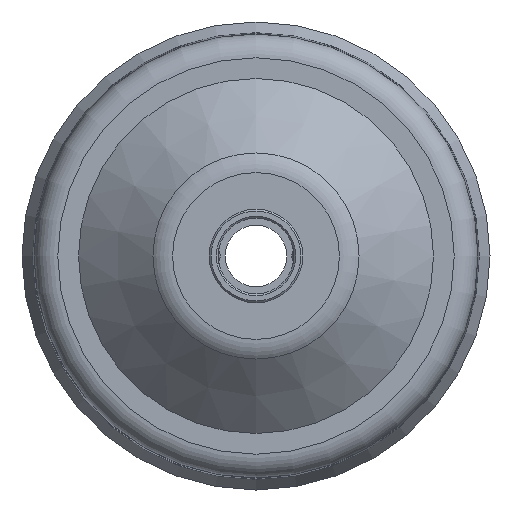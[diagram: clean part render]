
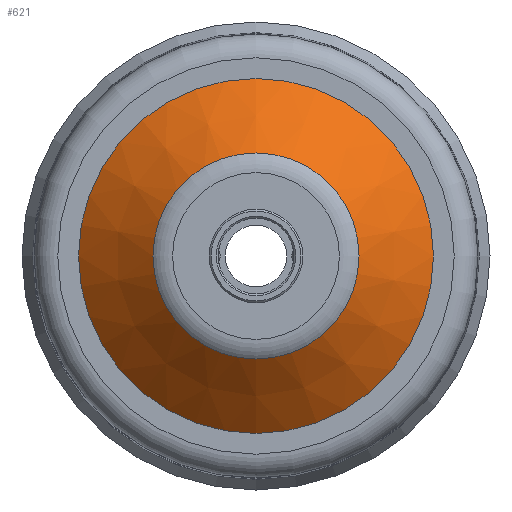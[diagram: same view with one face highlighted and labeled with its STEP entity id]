
A CAD part, left-side view. The second image highlights one B-rep face of the part: STEP entity #621.
In plain terms, the highlighted conical face has half-angle 48.24 degrees and reference radius 30 mm.
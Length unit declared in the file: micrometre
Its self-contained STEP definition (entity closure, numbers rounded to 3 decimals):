
#56=LINE('',#1405,#74);
#74=VECTOR('',#854,30000.);
#105=CIRCLE('',#697,17422.749);
#106=CIRCLE('',#698,17422.749);
#110=CIRCLE('',#703,30000.);
#111=CIRCLE('',#704,30000.);
#155=CONICAL_SURFACE('',#702,30000.,0.842);
#175=FACE_OUTER_BOUND('',#215,.T.);
#215=EDGE_LOOP('',(#465,#466,#467,#468,#469,#470));
#287=VERTEX_POINT('',#1391);
#288=VERTEX_POINT('',#1392);
#291=VERTEX_POINT('',#1401);
#292=VERTEX_POINT('',#1402);
#360=EDGE_CURVE('',#287,#288,#105,.T.);
#361=EDGE_CURVE('',#288,#287,#106,.T.);
#365=EDGE_CURVE('',#291,#292,#110,.T.);
#366=EDGE_CURVE('',#292,#291,#111,.T.);
#367=EDGE_CURVE('',#292,#288,#56,.T.);
#465=ORIENTED_EDGE('',*,*,#365,.F.);
#466=ORIENTED_EDGE('',*,*,#366,.F.);
#467=ORIENTED_EDGE('',*,*,#367,.T.);
#468=ORIENTED_EDGE('',*,*,#361,.T.);
#469=ORIENTED_EDGE('',*,*,#360,.T.);
#470=ORIENTED_EDGE('',*,*,#367,.F.);
#621=ADVANCED_FACE('',(#175),#155,.T.);
#697=AXIS2_PLACEMENT_3D('',#1393,#838,#839);
#698=AXIS2_PLACEMENT_3D('',#1394,#840,#841);
#702=AXIS2_PLACEMENT_3D('',#1400,#848,#849);
#703=AXIS2_PLACEMENT_3D('',#1403,#850,#851);
#704=AXIS2_PLACEMENT_3D('',#1404,#852,#853);
#838=DIRECTION('center_axis',(1.,0.,0.));
#839=DIRECTION('ref_axis',(0.,0.,-1.));
#840=DIRECTION('center_axis',(1.,0.,0.));
#841=DIRECTION('ref_axis',(0.,0.,-1.));
#848=DIRECTION('center_axis',(1.,0.,0.));
#849=DIRECTION('ref_axis',(0.,0.,-1.));
#850=DIRECTION('center_axis',(1.,0.,0.));
#851=DIRECTION('ref_axis',(0.,0.,-1.));
#852=DIRECTION('center_axis',(1.,0.,0.));
#853=DIRECTION('ref_axis',(0.,0.,-1.));
#854=DIRECTION('',(-0.666,0.,-0.746));
#1391=CARTESIAN_POINT('',(-51229.688,0.,-17422.749));
#1392=CARTESIAN_POINT('',(-51229.688,0.,17422.749));
#1393=CARTESIAN_POINT('Origin',(-51229.688,0.,0.));
#1394=CARTESIAN_POINT('Origin',(-51229.688,0.,0.));
#1400=CARTESIAN_POINT('Origin',(-40000.,0.,0.));
#1401=CARTESIAN_POINT('',(-40000.,0.,-30000.));
#1402=CARTESIAN_POINT('',(-40000.,0.,30000.));
#1403=CARTESIAN_POINT('Origin',(-40000.,0.,0.));
#1404=CARTESIAN_POINT('Origin',(-40000.,0.,0.));
#1405=CARTESIAN_POINT('',(-40000.,0.,30000.));
